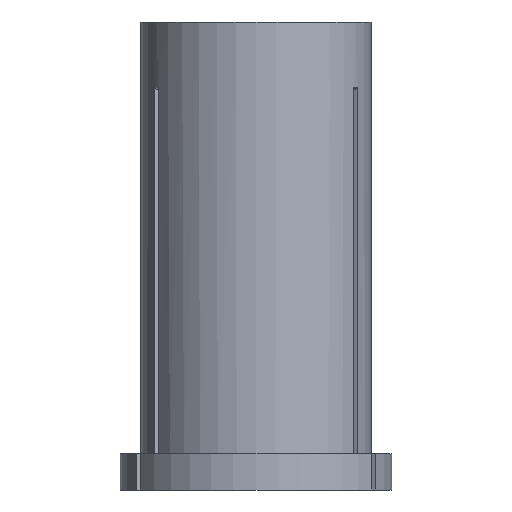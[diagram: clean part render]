
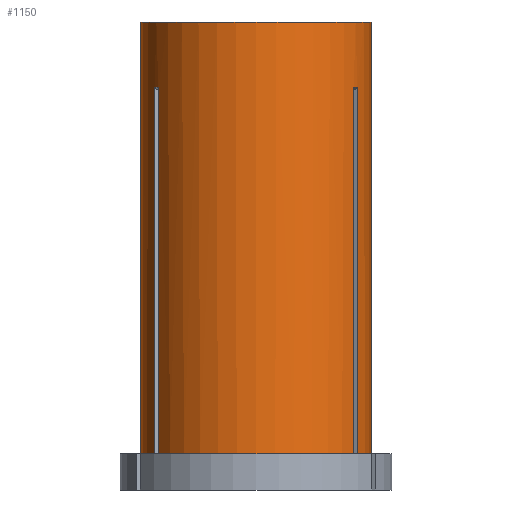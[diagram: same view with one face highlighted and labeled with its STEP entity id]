
A CAD part, front view. The second image highlights one B-rep face of the part: STEP entity #1150.
In plain terms, the highlighted cylindrical face has radius 15.875 mm (diameter 31.75 mm), a partial arc.
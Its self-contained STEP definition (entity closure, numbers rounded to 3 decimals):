
#18 = VERTEX_POINT ( 'NONE', #447 ) ;
#25 = ORIENTED_EDGE ( 'NONE', *, *, #690, .F. ) ;
#27 = CARTESIAN_POINT ( 'NONE',  ( -15.875, 0., 0. ) ) ;
#62 = VERTEX_POINT ( 'NONE', #67 ) ;
#67 = CARTESIAN_POINT ( 'NONE',  ( -13.991, -7.501, -9.006 ) ) ;
#68 = CARTESIAN_POINT ( 'NONE',  ( -13.579, -8.226, -9.002 ) ) ;
#105 = CARTESIAN_POINT ( 'NONE',  ( 0., 0., 0. ) ) ;
#111 = EDGE_CURVE ( 'NONE', #1314, #643, #1372, .T. ) ;
#120 = LINE ( 'NONE', #1227, #1102 ) ;
#133 = EDGE_CURVE ( 'NONE', #62, #215, #1034, .T. ) ;
#140 = VECTOR ( 'NONE', #1355, 1000. ) ;
#141 = VECTOR ( 'NONE', #1079, 1000. ) ;
#145 = CARTESIAN_POINT ( 'NONE',  ( 13.991, -7.501, -9.006 ) ) ;
#151 = AXIS2_PLACEMENT_3D ( 'NONE', #571, #694, #165 ) ;
#157 = DIRECTION ( 'NONE',  ( 0., 0., 1. ) ) ;
#165 = DIRECTION ( 'NONE',  ( 1., 0., 0. ) ) ;
#176 = ORIENTED_EDGE ( 'NONE', *, *, #655, .F. ) ;
#189 = CARTESIAN_POINT ( 'NONE',  ( -13.991, -7.501, -9.006 ) ) ;
#191 = VERTEX_POINT ( 'NONE', #1156 ) ;
#205 = VERTEX_POINT ( 'NONE', #145 ) ;
#213 = DIRECTION ( 'NONE',  ( 0., 0., 1. ) ) ;
#215 = VERTEX_POINT ( 'NONE', #890 ) ;
#255 = EDGE_CURVE ( 'NONE', #565, #1286, #583, .T. ) ;
#259 = EDGE_CURVE ( 'NONE', #1329, #191, #382, .T. ) ;
#267 = EDGE_CURVE ( 'NONE', #565, #205, #120, .T. ) ;
#286 = DIRECTION ( 'NONE',  ( 0., 0., 1. ) ) ;
#309 = AXIS2_PLACEMENT_3D ( 'NONE', #1022, #706, #578 ) ;
#315 = CARTESIAN_POINT ( 'NONE',  ( 13.491, -8.367, -9.006 ) ) ;
#328 = CARTESIAN_POINT ( 'NONE',  ( -13.991, -7.501, -59.6 ) ) ;
#356 = CARTESIAN_POINT ( 'NONE',  ( -13.491, -8.367, -59.6 ) ) ;
#379 = VECTOR ( 'NONE', #637, 1000. ) ;
#382 = CIRCLE ( 'NONE', #1362, 15.875 ) ;
#408 = CARTESIAN_POINT ( 'NONE',  ( 13.913, -7.647, -9.002 ) ) ;
#410 = ORIENTED_EDGE ( 'NONE', *, *, #255, .T. ) ;
#444 = LINE ( 'NONE', #1131, #483 ) ;
#447 = CARTESIAN_POINT ( 'NONE',  ( 15.875, 0., 0. ) ) ;
#483 = VECTOR ( 'NONE', #1229, 1000. ) ;
#489 = DIRECTION ( 'NONE',  ( 1., 0., 0. ) ) ;
#505 = CARTESIAN_POINT ( 'NONE',  ( 13.991, -7.501, -9.006 ) ) ;
#510 = CARTESIAN_POINT ( 'NONE',  ( 0., 0., 0. ) ) ;
#545 = CYLINDRICAL_SURFACE ( 'NONE', #1184, 15.875 ) ;
#565 = VERTEX_POINT ( 'NONE', #767 ) ;
#571 = CARTESIAN_POINT ( 'NONE',  ( 0., 0., -59.6 ) ) ;
#578 = DIRECTION ( 'NONE',  ( 1., 0., 0. ) ) ;
#583 = CIRCLE ( 'NONE', #151, 15.875 ) ;
#593 = CARTESIAN_POINT ( 'NONE',  ( 13.491, -8.367, 0. ) ) ;
#604 = EDGE_CURVE ( 'NONE', #643, #62, #1271, .T. ) ;
#637 = DIRECTION ( 'NONE',  ( 0., 0., 1. ) ) ;
#643 = VERTEX_POINT ( 'NONE', #328 ) ;
#652 = CARTESIAN_POINT ( 'NONE',  ( -13.991, -7.501, 0. ) ) ;
#655 = EDGE_CURVE ( 'NONE', #1329, #215, #1235, .T. ) ;
#671 = EDGE_CURVE ( 'NONE', #895, #18, #1221, .T. ) ;
#690 = EDGE_CURVE ( 'NONE', #1314, #895, #875, .T. ) ;
#692 = CARTESIAN_POINT ( 'NONE',  ( -13.912, -7.648, -9.002 ) ) ;
#694 = DIRECTION ( 'NONE',  ( 0., 0., 1. ) ) ;
#700 = ORIENTED_EDGE ( 'NONE', *, *, #133, .T. ) ;
#706 = DIRECTION ( 'NONE',  ( 0., 0., 1. ) ) ;
#719 = CARTESIAN_POINT ( 'NONE',  ( -15.875, 0., -59.6 ) ) ;
#721 = VECTOR ( 'NONE', #286, 1000. ) ;
#767 = CARTESIAN_POINT ( 'NONE',  ( 13.991, -7.501, -59.6 ) ) ;
#797 = EDGE_CURVE ( 'NONE', #1286, #18, #444, .T. ) ;
#799 = DIRECTION ( 'NONE',  ( 0., 0., 1. ) ) ;
#816 = ORIENTED_EDGE ( 'NONE', *, *, #671, .F. ) ;
#832 = CARTESIAN_POINT ( 'NONE',  ( -15.875, 0., 0. ) ) ;
#836 = EDGE_LOOP ( 'NONE', ( #25, #1003, #1365, #700, #176, #1197, #857, #837, #1100, #410, #913, #816 ) ) ;
#837 = ORIENTED_EDGE ( 'NONE', *, *, #1179, .T. ) ;
#843 = VERTEX_POINT ( 'NONE', #315 ) ;
#857 = ORIENTED_EDGE ( 'NONE', *, *, #1295, .T. ) ;
#875 = LINE ( 'NONE', #832, #721 ) ;
#886 = FACE_OUTER_BOUND ( 'NONE', #836, .T. ) ;
#890 = CARTESIAN_POINT ( 'NONE',  ( -13.491, -8.367, -9.006 ) ) ;
#895 = VERTEX_POINT ( 'NONE', #27 ) ;
#913 = ORIENTED_EDGE ( 'NONE', *, *, #797, .T. ) ;
#928 = CARTESIAN_POINT ( 'NONE',  ( -13.664, -8.083, -9. ) ) ;
#930 = CARTESIAN_POINT ( 'NONE',  ( 15.875, 0., -59.6 ) ) ;
#946 = CARTESIAN_POINT ( 'NONE',  ( 13.751, -7.938, -8.998 ) ) ;
#955 = CARTESIAN_POINT ( 'NONE',  ( 13.58, -8.224, -9.002 ) ) ;
#967 = DIRECTION ( 'NONE',  ( 1., 0., 0. ) ) ;
#983 = CARTESIAN_POINT ( 'NONE',  ( -13.491, -8.367, 0. ) ) ;
#1003 = ORIENTED_EDGE ( 'NONE', *, *, #111, .T. ) ;
#1018 = DIRECTION ( 'NONE',  ( 1., 0., 0. ) ) ;
#1022 = CARTESIAN_POINT ( 'NONE',  ( 0., 0., -59.6 ) ) ;
#1034 = B_SPLINE_CURVE_WITH_KNOTS ( 'NONE', 3,
 ( #189, #692, #1228, #928, #68, #1340 ),
 .UNSPECIFIED., .F., .F.,
 ( 4, 2, 4 ),
 ( 0.089, 0.09, 0.09 ),
 .UNSPECIFIED. ) ;
#1079 = DIRECTION ( 'NONE',  ( 0., 0., 1. ) ) ;
#1100 = ORIENTED_EDGE ( 'NONE', *, *, #267, .F. ) ;
#1102 = VECTOR ( 'NONE', #157, 1000. ) ;
#1131 = CARTESIAN_POINT ( 'NONE',  ( 15.875, 0., 0. ) ) ;
#1150 = ADVANCED_FACE ( 'NONE', ( #886 ), #545, .T. ) ;
#1156 = CARTESIAN_POINT ( 'NONE',  ( 13.491, -8.367, -59.6 ) ) ;
#1166 = B_SPLINE_CURVE_WITH_KNOTS ( 'NONE', 3,
 ( #1257, #955, #946, #408, #505 ),
 .UNSPECIFIED., .F., .F.,
 ( 4, 1, 4 ),
 ( 0.098, 0.098, 0.099 ),
 .UNSPECIFIED. ) ;
#1179 = EDGE_CURVE ( 'NONE', #843, #205, #1166, .T. ) ;
#1183 = LINE ( 'NONE', #593, #140 ) ;
#1184 = AXIS2_PLACEMENT_3D ( 'NONE', #105, #213, #489 ) ;
#1189 = DIRECTION ( 'NONE',  ( 0., 0., 1. ) ) ;
#1197 = ORIENTED_EDGE ( 'NONE', *, *, #259, .T. ) ;
#1219 = AXIS2_PLACEMENT_3D ( 'NONE', #510, #1189, #967 ) ;
#1221 = CIRCLE ( 'NONE', #1219, 15.875 ) ;
#1227 = CARTESIAN_POINT ( 'NONE',  ( 13.991, -7.501, 0. ) ) ;
#1228 = CARTESIAN_POINT ( 'NONE',  ( -13.831, -7.794, -9. ) ) ;
#1229 = DIRECTION ( 'NONE',  ( 0., 0., 1. ) ) ;
#1235 = LINE ( 'NONE', #983, #379 ) ;
#1239 = CARTESIAN_POINT ( 'NONE',  ( 0., 0., -59.6 ) ) ;
#1257 = CARTESIAN_POINT ( 'NONE',  ( 13.491, -8.367, -9.006 ) ) ;
#1271 = LINE ( 'NONE', #652, #141 ) ;
#1286 = VERTEX_POINT ( 'NONE', #930 ) ;
#1295 = EDGE_CURVE ( 'NONE', #191, #843, #1183, .T. ) ;
#1314 = VERTEX_POINT ( 'NONE', #719 ) ;
#1329 = VERTEX_POINT ( 'NONE', #356 ) ;
#1340 = CARTESIAN_POINT ( 'NONE',  ( -13.491, -8.367, -9.006 ) ) ;
#1355 = DIRECTION ( 'NONE',  ( 0., 0., 1. ) ) ;
#1362 = AXIS2_PLACEMENT_3D ( 'NONE', #1239, #799, #1018 ) ;
#1365 = ORIENTED_EDGE ( 'NONE', *, *, #604, .T. ) ;
#1372 = CIRCLE ( 'NONE', #309, 15.875 ) ;
